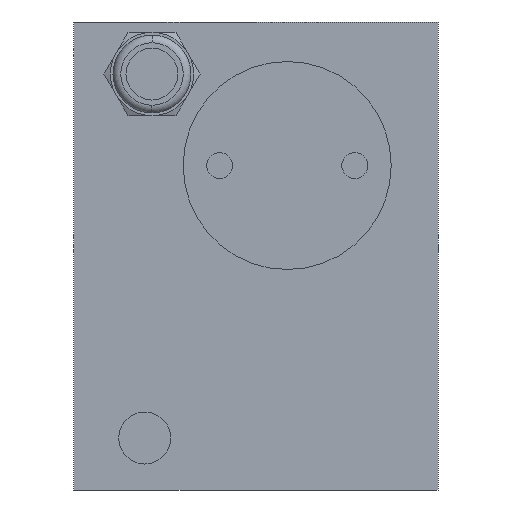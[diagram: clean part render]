
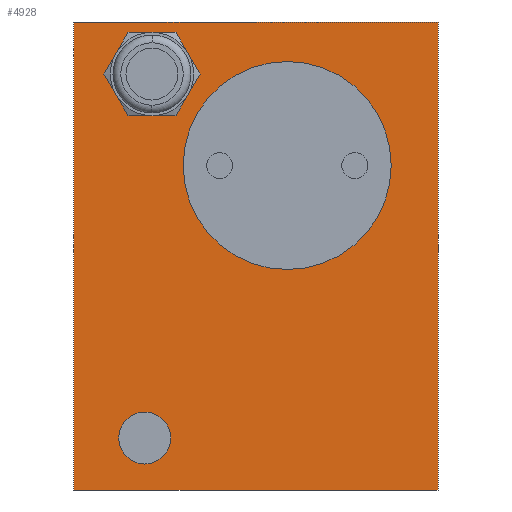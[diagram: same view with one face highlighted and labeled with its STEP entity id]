
A CAD part, left-side view. The second image highlights one B-rep face of the part: STEP entity #4928.
In plain terms, the highlighted planar face has unit normal (-1, 0, 0).
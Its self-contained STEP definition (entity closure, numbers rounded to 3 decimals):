
#21=DIRECTION('',(0.,-1.,0.));
#22=VECTOR('',#21,35.);
#23=CARTESIAN_POINT('',(0.,35.,0.));
#24=LINE('',#23,#22);
#551=DIRECTION('',(0.,0.,1.));
#552=VECTOR('',#551,45.);
#553=CARTESIAN_POINT('',(0.,35.,-45.));
#554=LINE('',#553,#552);
#595=DIRECTION('',(0.,-1.,0.));
#596=VECTOR('',#595,35.);
#597=CARTESIAN_POINT('',(0.,35.,-45.));
#598=LINE('',#597,#596);
#599=DIRECTION('',(0.,0.,1.));
#600=VECTOR('',#599,45.);
#601=CARTESIAN_POINT('',(0.,0.,-45.));
#602=LINE('',#601,#600);
#603=CARTESIAN_POINT('',(0.,14.5,-13.8));
#604=DIRECTION('',(1.,0.,0.));
#605=DIRECTION('',(0.,0.,-1.));
#606=AXIS2_PLACEMENT_3D('',#603,#604,#605);
#608=CARTESIAN_POINT('',(0.,14.5,-13.8));
#609=DIRECTION('',(1.,0.,0.));
#610=DIRECTION('',(0.,0.,1.));
#611=AXIS2_PLACEMENT_3D('',#608,#609,#610);
#613=CARTESIAN_POINT('',(0.,28.2,-40.));
#614=DIRECTION('',(1.,0.,0.));
#615=DIRECTION('',(0.,0.,-1.));
#616=AXIS2_PLACEMENT_3D('',#613,#614,#615);
#618=CARTESIAN_POINT('',(0.,28.2,-40.));
#619=DIRECTION('',(1.,0.,0.));
#620=DIRECTION('',(0.,0.,1.));
#621=AXIS2_PLACEMENT_3D('',#618,#619,#620);
#623=CARTESIAN_POINT('',(0.,27.5,-5.));
#624=DIRECTION('',(-1.,0.,0.));
#625=DIRECTION('',(0.,-0.866,0.5));
#626=AXIS2_PLACEMENT_3D('',#623,#624,#625);
#628=CARTESIAN_POINT('',(0.,27.5,-5.));
#629=DIRECTION('',(-1.,0.,0.));
#630=DIRECTION('',(0.,0.,1.));
#631=AXIS2_PLACEMENT_3D('',#628,#629,#630);
#633=CARTESIAN_POINT('',(0.,27.5,-5.));
#634=DIRECTION('',(-1.,0.,0.));
#635=DIRECTION('',(0.,0.866,0.5));
#636=AXIS2_PLACEMENT_3D('',#633,#634,#635);
#638=CARTESIAN_POINT('',(0.,27.5,-5.));
#639=DIRECTION('',(-1.,0.,0.));
#640=DIRECTION('',(0.,0.866,-0.5));
#641=AXIS2_PLACEMENT_3D('',#638,#639,#640);
#643=CARTESIAN_POINT('',(0.,27.5,-5.));
#644=DIRECTION('',(-1.,0.,0.));
#645=DIRECTION('',(0.,0.,-1.));
#646=AXIS2_PLACEMENT_3D('',#643,#644,#645);
#648=CARTESIAN_POINT('',(0.,27.5,-5.));
#649=DIRECTION('',(-1.,0.,0.));
#650=DIRECTION('',(0.,-0.866,-0.5));
#651=AXIS2_PLACEMENT_3D('',#648,#649,#650);
#3483=CARTESIAN_POINT('',(0.,0.,-45.));
#3484=VERTEX_POINT('',#3483);
#3485=CARTESIAN_POINT('',(0.,35.,-45.));
#3486=VERTEX_POINT('',#3485);
#3507=CARTESIAN_POINT('',(0.,0.,0.));
#3508=VERTEX_POINT('',#3507);
#3513=CARTESIAN_POINT('',(0.,35.,0.));
#3514=VERTEX_POINT('',#3513);
#3515=CARTESIAN_POINT('',(0.,14.5,-23.8));
#3516=CARTESIAN_POINT('',(0.,14.5,-3.8));
#3517=VERTEX_POINT('',#3515);
#3518=VERTEX_POINT('',#3516);
#3519=CARTESIAN_POINT('',(0.,28.2,-42.5));
#3520=CARTESIAN_POINT('',(0.,28.2,-37.5));
#3521=VERTEX_POINT('',#3519);
#3522=VERTEX_POINT('',#3520);
#4385=CARTESIAN_POINT('',(0.,24.036,-3.));
#4386=CARTESIAN_POINT('',(0.,27.5,-1.));
#4387=VERTEX_POINT('',#4385);
#4388=VERTEX_POINT('',#4386);
#4389=CARTESIAN_POINT('',(0.,30.964,-7.));
#4390=CARTESIAN_POINT('',(0.,27.5,-9.));
#4391=VERTEX_POINT('',#4389);
#4392=VERTEX_POINT('',#4390);
#4393=CARTESIAN_POINT('',(0.,24.036,-7.));
#4394=VERTEX_POINT('',#4393);
#4395=CARTESIAN_POINT('',(0.,30.964,-3.));
#4396=VERTEX_POINT('',#4395);
#4890=CARTESIAN_POINT('',(0.,17.5,-22.5));
#4891=DIRECTION('',(1.,0.,0.));
#4892=DIRECTION('',(0.,-1.,0.));
#4893=AXIS2_PLACEMENT_3D('',#4890,#4891,#4892);
#4894=PLANE('',#4893);
#4895=ORIENTED_EDGE('',*,*,#4775,.F.);
#4896=ORIENTED_EDGE('',*,*,#4861,.T.);
#4897=ORIENTED_EDGE('',*,*,#4424,.T.);
#4899=ORIENTED_EDGE('',*,*,#4898,.F.);
#4900=EDGE_LOOP('',(#4895,#4896,#4897,#4899));
#4901=FACE_OUTER_BOUND('',#4900,.F.);
#4903=ORIENTED_EDGE('',*,*,#4902,.F.);
#4905=ORIENTED_EDGE('',*,*,#4904,.F.);
#4906=EDGE_LOOP('',(#4903,#4905));
#4907=FACE_BOUND('',#4906,.F.);
#4909=ORIENTED_EDGE('',*,*,#4908,.F.);
#4911=ORIENTED_EDGE('',*,*,#4910,.F.);
#4912=EDGE_LOOP('',(#4909,#4911));
#4913=FACE_BOUND('',#4912,.F.);
#4915=ORIENTED_EDGE('',*,*,#4914,.T.);
#4917=ORIENTED_EDGE('',*,*,#4916,.T.);
#4919=ORIENTED_EDGE('',*,*,#4918,.T.);
#4921=ORIENTED_EDGE('',*,*,#4920,.T.);
#4923=ORIENTED_EDGE('',*,*,#4922,.T.);
#4925=ORIENTED_EDGE('',*,*,#4924,.T.);
#4926=EDGE_LOOP('',(#4915,#4917,#4919,#4921,#4923,#4925));
#4927=FACE_BOUND('',#4926,.F.);
#4928=ADVANCED_FACE('',(#4901,#4907,#4913,#4927),#4894,.F.);
#607=CIRCLE('',#606,10.);
#612=CIRCLE('',#611,10.);
#617=CIRCLE('',#616,2.5);
#622=CIRCLE('',#621,2.5);
#627=CIRCLE('',#626,4.);
#632=CIRCLE('',#631,4.);
#637=CIRCLE('',#636,4.);
#642=CIRCLE('',#641,4.);
#647=CIRCLE('',#646,4.);
#652=CIRCLE('',#651,4.);
#4424=EDGE_CURVE('',#3514,#3508,#24,.T.);
#4775=EDGE_CURVE('',#3486,#3484,#598,.T.);
#4861=EDGE_CURVE('',#3486,#3514,#554,.T.);
#4898=EDGE_CURVE('',#3484,#3508,#602,.T.);
#4902=EDGE_CURVE('',#3517,#3518,#607,.T.);
#4904=EDGE_CURVE('',#3518,#3517,#612,.T.);
#4908=EDGE_CURVE('',#3521,#3522,#617,.T.);
#4910=EDGE_CURVE('',#3522,#3521,#622,.T.);
#4914=EDGE_CURVE('',#4387,#4388,#627,.T.);
#4916=EDGE_CURVE('',#4388,#4396,#632,.T.);
#4918=EDGE_CURVE('',#4396,#4391,#637,.T.);
#4920=EDGE_CURVE('',#4391,#4392,#642,.T.);
#4922=EDGE_CURVE('',#4392,#4394,#647,.T.);
#4924=EDGE_CURVE('',#4394,#4387,#652,.T.);
